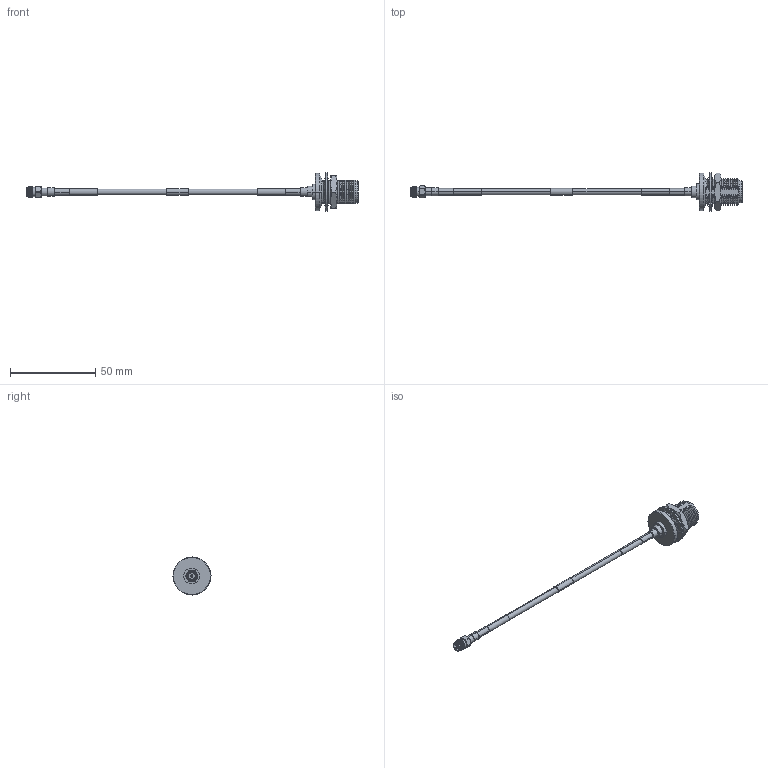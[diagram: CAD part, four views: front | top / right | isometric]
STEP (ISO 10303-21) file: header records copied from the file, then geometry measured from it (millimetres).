
FILE_DESCRIPTION (( 'STEP AP214' ), '1' );
FILE_NAME ('LCCA30484_3D.STEP', '2020-04-27T21:28:27', ( '' ), ( '' ), 'SwSTEP 2.0', 'SolidWorks 2018', '' );
FILE_SCHEMA (( 'AUTOMOTIVE_DESIGN' ));
Length unit declared in the file: inch
Products named in the file (6): LCCN3057___; LC141TBJ-PROD; LCCN3047; LCCA30484_3D; 1AW01-003_.152 ID; LC141TBJ (141 Formable with HeatShrink)
Assembly tree (7 placements, depth 3):
  LCCA30484_3D
    LC141TBJ-PROD
      LC141TBJ (141 Formable with HeatShrink)
      1AW01-003_.152 ID  x3
    LCCN3047
    LCCN3057___
Bounding box: 194.89 x 22.35 x 22.35 mm (x, y, z)
Volume: 7155.8 mm3; surface area: 8950.1 mm2
Topology: 13 solids, 14 shells, 441 faces, 1092 edges, 695 vertices
Faces by surface type: plane 176, cone 152, cylinder 102, torus 8, bspline 3
Entity records: 15433 total; most frequent: CARTESIAN_POINT 4584, ORIENTED_EDGE 2136, DIRECTION 2082, EDGE_CURVE 1068, AXIS2_PLACEMENT_3D 838, VERTEX_POINT 679, EDGE_LOOP 459, ADVANCED_FACE 429
